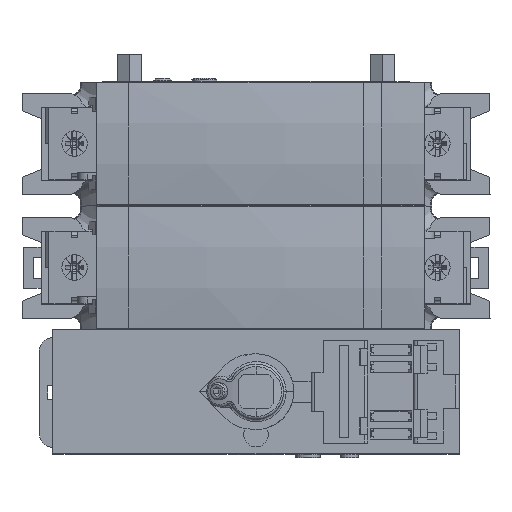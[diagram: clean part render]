
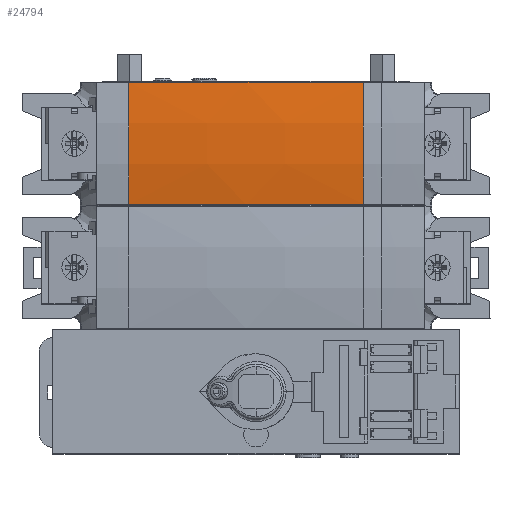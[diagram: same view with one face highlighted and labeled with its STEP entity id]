
A CAD part, top view. The second image highlights one B-rep face of the part: STEP entity #24794.
In plain terms, the highlighted free-form (B-spline) face has degree [3, 3] with [4, 4] control points.
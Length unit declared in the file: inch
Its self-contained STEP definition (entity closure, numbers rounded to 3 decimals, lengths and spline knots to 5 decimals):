
#1811 = CARTESIAN_POINT ( 'NONE',  ( 1.22835, 0.6949, 3.30417 ) ) ;
#1968 = CARTESIAN_POINT ( 'NONE',  ( 1.24448, -0.24354, 3.37628 ) ) ;
#2174 = CARTESIAN_POINT ( 'NONE',  ( -1.47278, -0.71105, 3.28774 ) ) ;
#3691 = CARTESIAN_POINT ( 'NONE',  ( -1.45669, 0.28853, 3.33548 ) ) ;
#4538 = CARTESIAN_POINT ( 'NONE',  ( 1.22834, -0.23762, 3.35294 ) ) ;
#5605 = CARTESIAN_POINT ( 'NONE',  ( -1.45669, 0.6949, 3.29013 ) ) ;
#5712 = EDGE_CURVE ( 'NONE', #44647, #16860, #51022, .T. ) ;
#6856 = CARTESIAN_POINT ( 'NONE',  ( 0.33957, 0.70323, 3.35348 ) ) ;
#8285 = CARTESIAN_POINT ( 'NONE',  ( 1.22835, 0.6949, 3.30417 ) ) ;
#8597 = CARTESIAN_POINT ( 'NONE',  ( -1.45669, 0.11336, 3.34343 ) ) ;
#9479 = CARTESIAN_POINT ( 'NONE',  ( 1.22834, -0.06233, 3.35861 ) ) ;
#11433 = CARTESIAN_POINT ( 'NONE',  ( 0.33356, -0.70274, 3.3407 ) ) ;
#11774 = CARTESIAN_POINT ( 'NONE',  ( 0.33958, -0.24355, 3.42782 ) ) ;
#11866 = B_SPLINE_CURVE_WITH_KNOTS ( 'NONE', 3,
 ( #35652, #59945, #40602, #11433, #45459, #16324 ),
 .UNSPECIFIED., .F., .F.,
 ( 4, 2, 4 ),
 ( 0., 0.03412, 0.06825 ),
 .UNSPECIFIED. ) ;
#12630 = CARTESIAN_POINT ( 'NONE',  ( -1.45669, -0.70274, 3.29013 ) ) ;
#13448 = CARTESIAN_POINT ( 'NONE',  ( -1.45669, -0.12066, 3.34457 ) ) ;
#14318 = CARTESIAN_POINT ( 'NONE',  ( 1.22834, 0.23006, 3.35406 ) ) ;
#15484 = ORIENTED_EDGE ( 'NONE', *, *, #44031, .T. ) ;
#15832 = EDGE_CURVE ( 'NONE', #28891, #44647, #29564, .T. ) ;
#16324 = CARTESIAN_POINT ( 'NONE',  ( 1.22835, -0.70274, 3.30417 ) ) ;
#16635 = CARTESIAN_POINT ( 'NONE',  ( -0.5685, 0.70323, 3.34874 ) ) ;
#16860 = VERTEX_POINT ( 'NONE', #12630 ) ;
#18064 = CARTESIAN_POINT ( 'NONE',  ( 0.33334, 0.6949, 3.3407 ) ) ;
#18339 = CARTESIAN_POINT ( 'NONE',  ( -1.45669, -0.47094, 3.32189 ) ) ;
#19208 = CARTESIAN_POINT ( 'NONE',  ( 1.22835, 0.57927, 3.32233 ) ) ;
#21545 = CARTESIAN_POINT ( 'NONE',  ( -0.56851, -0.24355, 3.42308 ) ) ;
#22970 = CARTESIAN_POINT ( 'NONE',  ( -1.00981, 0.6949, 3.31995 ) ) ;
#23253 = CARTESIAN_POINT ( 'NONE',  ( -1.45669, -0.70274, 3.29013 ) ) ;
#24794 = ADVANCED_FACE ( 'NONE', ( #54189 ), #47741, .T. ) ;
#26231 = CARTESIAN_POINT ( 'NONE',  ( 1.24448, 0.2357, 3.37628 ) ) ;
#26425 = CARTESIAN_POINT ( 'NONE',  ( -1.47278, 0.70321, 3.28774 ) ) ;
#28791 = CARTESIAN_POINT ( 'NONE',  ( 1.22835, -0.58711, 3.32233 ) ) ;
#28891 = VERTEX_POINT ( 'NONE', #1811 ) ;
#29564 = B_SPLINE_CURVE_WITH_KNOTS ( 'NONE', 3,
 ( #8285, #47224, #18064, #52143, #22970, #57015 ),
 .UNSPECIFIED., .F., .F.,
 ( 4, 2, 4 ),
 ( 0., 0.03412, 0.06825 ),
 .UNSPECIFIED. ) ;
#31330 = CARTESIAN_POINT ( 'NONE',  ( -1.47282, -0.24354, 3.36207 ) ) ;
#31511 = B_SPLINE_CURVE_WITH_KNOTS ( 'NONE', 3,
 ( #57949, #28791, #62878, #33684, #4538, #38572, #9479, #43491, #14318, #48386, #19208, #53273 ),
 .UNSPECIFIED., .F., .F.,
 ( 4, 2, 2, 2, 2, 4 ),
 ( 0., 0.00891, 0.01336, 0.01782, 0.02673, 0.03563 ),
 .UNSPECIFIED. ) ;
#32806 = CARTESIAN_POINT ( 'NONE',  ( -1.45669, 0.6949, 3.29013 ) ) ;
#33684 = CARTESIAN_POINT ( 'NONE',  ( 1.22835, -0.29607, 3.34953 ) ) ;
#34581 = ORIENTED_EDGE ( 'NONE', *, *, #15832, .T. ) ;
#35088 = ORIENTED_EDGE ( 'NONE', *, *, #61515, .T. ) ;
#35652 = CARTESIAN_POINT ( 'NONE',  ( -1.45669, -0.70274, 3.29013 ) ) ;
#36000 = CARTESIAN_POINT ( 'NONE',  ( 1.24444, -0.71106, 3.30194 ) ) ;
#37495 = CARTESIAN_POINT ( 'NONE',  ( -1.45669, 0.4632, 3.32187 ) ) ;
#37703 = CARTESIAN_POINT ( 'NONE',  ( -1.45669, 0.23021, 3.33888 ) ) ;
#38572 = CARTESIAN_POINT ( 'NONE',  ( 1.22834, -0.12076, 3.35747 ) ) ;
#40602 = CARTESIAN_POINT ( 'NONE',  ( -0.56212, -0.70274, 3.33602 ) ) ;
#40925 = CARTESIAN_POINT ( 'NONE',  ( 0.33958, 0.23571, 3.42782 ) ) ;
#42620 = CARTESIAN_POINT ( 'NONE',  ( -1.45669, 0.05481, 3.34457 ) ) ;
#43491 = CARTESIAN_POINT ( 'NONE',  ( 1.22834, 0.11299, 3.3586 ) ) ;
#44031 = EDGE_CURVE ( 'NONE', #16860, #60480, #11866, .T. ) ;
#44647 = VERTEX_POINT ( 'NONE', #5605 ) ;
#44851 = EDGE_LOOP ( 'NONE', ( #35088, #34581, #50110, #15484 ) ) ;
#45459 = CARTESIAN_POINT ( 'NONE',  ( 0.78118, -0.70274, 3.32931 ) ) ;
#45795 = CARTESIAN_POINT ( 'NONE',  ( 0.33957, -0.71107, 3.35348 ) ) ;
#47224 = CARTESIAN_POINT ( 'NONE',  ( 0.78118, 0.6949, 3.32931 ) ) ;
#47517 = CARTESIAN_POINT ( 'NONE',  ( -1.45669, -0.23762, 3.34004 ) ) ;
#47741 = B_SPLINE_SURFACE_WITH_KNOTS ( 'NONE', 3, 3, ( 
 ( #50285, #26231, #1968, #36000 ),
 ( #6856, #40925, #11774, #45795 ),
 ( #16635, #50707, #21545, #55595 ),
 ( #26425, #60483, #31330, #2174 ) ),
 .UNSPECIFIED., .F., .F., .F.,
 ( 4, 4 ),
 ( 4, 4 ),
 ( 0., 1. ),
 ( 0., 1. ),
 .UNSPECIFIED. ) ;
#48386 = CARTESIAN_POINT ( 'NONE',  ( 1.22835, 0.46317, 3.33592 ) ) ;
#50110 = ORIENTED_EDGE ( 'NONE', *, *, #5712, .T. ) ;
#50285 = CARTESIAN_POINT ( 'NONE',  ( 1.24444, 0.70322, 3.30194 ) ) ;
#50707 = CARTESIAN_POINT ( 'NONE',  ( -0.56851, 0.23571, 3.42308 ) ) ;
#51022 = B_SPLINE_CURVE_WITH_KNOTS ( 'NONE', 3,
 ( #32806, #56866, #37495, #3691, #37703, #8597, #42620, #13448, #47517, #18339, #52398, #23253 ),
 .UNSPECIFIED., .F., .F.,
 ( 4, 2, 2, 2, 2, 4 ),
 ( 0., 0.0089, 0.01335, 0.0178, 0.0267, 0.0356 ),
 .UNSPECIFIED. ) ;
#52143 = CARTESIAN_POINT ( 'NONE',  ( -0.56233, 0.6949, 3.33602 ) ) ;
#52398 = CARTESIAN_POINT ( 'NONE',  ( -1.45669, -0.58709, 3.30829 ) ) ;
#53273 = CARTESIAN_POINT ( 'NONE',  ( 1.22835, 0.6949, 3.30417 ) ) ;
#54189 = FACE_OUTER_BOUND ( 'NONE', #44851, .T. ) ;
#55595 = CARTESIAN_POINT ( 'NONE',  ( -0.5685, -0.71107, 3.34874 ) ) ;
#56866 = CARTESIAN_POINT ( 'NONE',  ( -1.45669, 0.57925, 3.30829 ) ) ;
#57015 = CARTESIAN_POINT ( 'NONE',  ( -1.45669, 0.6949, 3.29013 ) ) ;
#57949 = CARTESIAN_POINT ( 'NONE',  ( 1.22835, -0.70274, 3.30417 ) ) ;
#59945 = CARTESIAN_POINT ( 'NONE',  ( -1.00981, -0.70274, 3.31995 ) ) ;
#60480 = VERTEX_POINT ( 'NONE', #61008 ) ;
#60483 = CARTESIAN_POINT ( 'NONE',  ( -1.47282, 0.2357, 3.36207 ) ) ;
#61008 = CARTESIAN_POINT ( 'NONE',  ( 1.22835, -0.70274, 3.30417 ) ) ;
#61515 = EDGE_CURVE ( 'NONE', #60480, #28891, #31511, .T. ) ;
#62878 = CARTESIAN_POINT ( 'NONE',  ( 1.22835, -0.47098, 3.33592 ) ) ;
